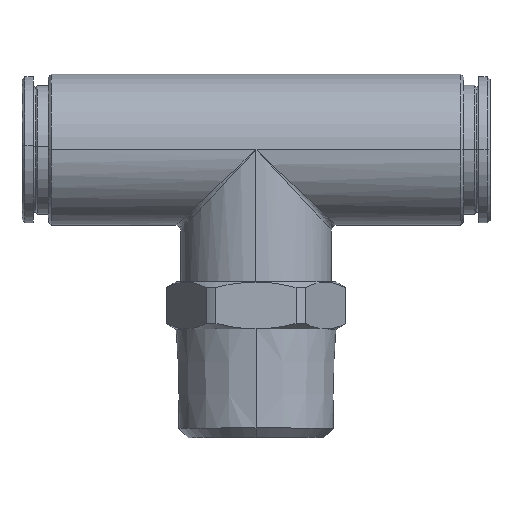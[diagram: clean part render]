
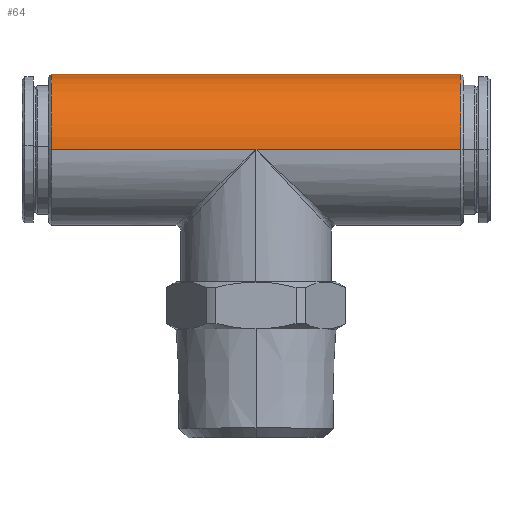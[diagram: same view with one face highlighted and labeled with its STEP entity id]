
A CAD part, top view. The second image highlights one B-rep face of the part: STEP entity #64.
In plain terms, the highlighted cylindrical face has radius 8 mm (diameter 16 mm), a partial arc.
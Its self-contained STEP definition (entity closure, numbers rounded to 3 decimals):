
#55 = VERTEX_POINT ( 'NONE', #823 ) ;
#56 = VERTEX_POINT ( 'NONE', #822 ) ;
#59 = ORIENTED_EDGE ( 'NONE', *, *, #67, .T. ) ;
#64 = ADVANCED_FACE ( 'NONE', ( #887 ), #909, .T. ) ;
#65 = EDGE_LOOP ( 'NONE', ( #59, #81, #74, #79, #91, #85 ) ) ;
#66 = VERTEX_POINT ( 'NONE', #914 ) ;
#67 = EDGE_CURVE ( 'NONE', #56, #69, #894, .T. ) ;
#69 = VERTEX_POINT ( 'NONE', #886 ) ;
#74 = ORIENTED_EDGE ( 'NONE', *, *, #75, .T. ) ;
#75 = EDGE_CURVE ( 'NONE', #66, #76, #881, .T. ) ;
#76 = VERTEX_POINT ( 'NONE', #901 ) ;
#79 = ORIENTED_EDGE ( 'NONE', *, *, #83, .F. ) ;
#81 = ORIENTED_EDGE ( 'NONE', *, *, #88, .T. ) ;
#83 = EDGE_CURVE ( 'NONE', #90, #76, #927, .T. ) ;
#85 = ORIENTED_EDGE ( 'NONE', *, *, #93, .F. ) ;
#88 = EDGE_CURVE ( 'NONE', #69, #66, #879, .T. ) ;
#90 = VERTEX_POINT ( 'NONE', #875 ) ;
#91 = ORIENTED_EDGE ( 'NONE', *, *, #92, .F. ) ;
#92 = EDGE_CURVE ( 'NONE', #55, #90, #873, .T. ) ;
#93 = EDGE_CURVE ( 'NONE', #56, #55, #1010, .T. ) ;
#822 = CARTESIAN_POINT ( 'NONE',  ( 21.7, 0., 8. ) ) ;
#823 = CARTESIAN_POINT ( 'NONE',  ( 0., 0., 8. ) ) ;
#870 = DIRECTION ( 'NONE',  ( -1., 0., 0. ) ) ;
#871 = VECTOR ( 'NONE', #870, 1000. ) ;
#872 = CARTESIAN_POINT ( 'NONE',  ( -33.267, 0., 8. ) ) ;
#873 = LINE ( 'NONE', #872, #871 ) ;
#875 = CARTESIAN_POINT ( 'NONE',  ( -21.7, 0., 8. ) ) ;
#876 = DIRECTION ( 'NONE',  ( -1., 0., 0. ) ) ;
#877 = VECTOR ( 'NONE', #876, 1000. ) ;
#878 = CARTESIAN_POINT ( 'NONE',  ( -33.267, 0., -8. ) ) ;
#879 = LINE ( 'NONE', #878, #877 ) ;
#881 = LINE ( 'NONE', #904, #903 ) ;
#885 = CARTESIAN_POINT ( 'NONE',  ( 21.7, 0., 0. ) ) ;
#886 = CARTESIAN_POINT ( 'NONE',  ( 21.7, 0., -8. ) ) ;
#887 = FACE_OUTER_BOUND ( 'NONE', #65, .T. ) ;
#893 = AXIS2_PLACEMENT_3D ( 'NONE', #885, #928, #918 ) ;
#894 = CIRCLE ( 'NONE', #893, 8. ) ;
#898 = CARTESIAN_POINT ( 'NONE',  ( -33.267, 0., 0. ) ) ;
#899 = AXIS2_PLACEMENT_3D ( 'NONE', #898, #911, #910 ) ;
#901 = CARTESIAN_POINT ( 'NONE',  ( -21.7, 0., -8. ) ) ;
#902 = DIRECTION ( 'NONE',  ( -1., 0., 0. ) ) ;
#903 = VECTOR ( 'NONE', #902, 1000. ) ;
#904 = CARTESIAN_POINT ( 'NONE',  ( -33.267, 0., -8. ) ) ;
#909 = CYLINDRICAL_SURFACE ( 'NONE', #899, 8. ) ;
#910 = DIRECTION ( 'NONE',  ( 0., 0., 1. ) ) ;
#911 = DIRECTION ( 'NONE',  ( -1., 0., 0. ) ) ;
#914 = CARTESIAN_POINT ( 'NONE',  ( 0., 0., -8. ) ) ;
#918 = DIRECTION ( 'NONE',  ( 0., 0., 1. ) ) ;
#923 = DIRECTION ( 'NONE',  ( 0., 0., 1. ) ) ;
#924 = DIRECTION ( 'NONE',  ( -1., 0., 0. ) ) ;
#925 = CARTESIAN_POINT ( 'NONE',  ( -21.7, 0., 0. ) ) ;
#926 = AXIS2_PLACEMENT_3D ( 'NONE', #925, #924, #923 ) ;
#927 = CIRCLE ( 'NONE', #926, 8. ) ;
#928 = DIRECTION ( 'NONE',  ( -1., 0., 0. ) ) ;
#948 = DIRECTION ( 'NONE',  ( -1., 0., 0. ) ) ;
#959 = CARTESIAN_POINT ( 'NONE',  ( -33.267, 0., 8. ) ) ;
#960 = VECTOR ( 'NONE', #948, 1000. ) ;
#1010 = LINE ( 'NONE', #959, #960 ) ;
